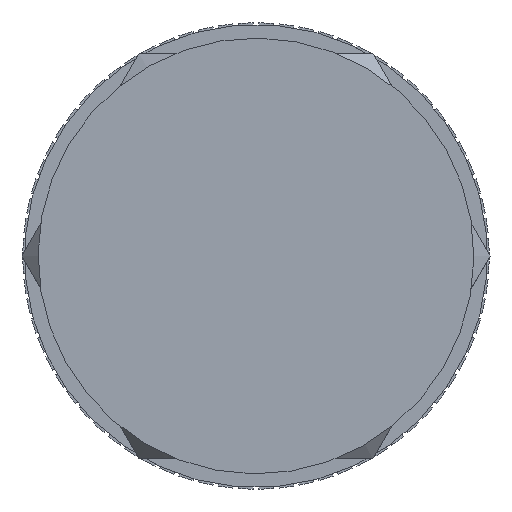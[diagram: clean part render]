
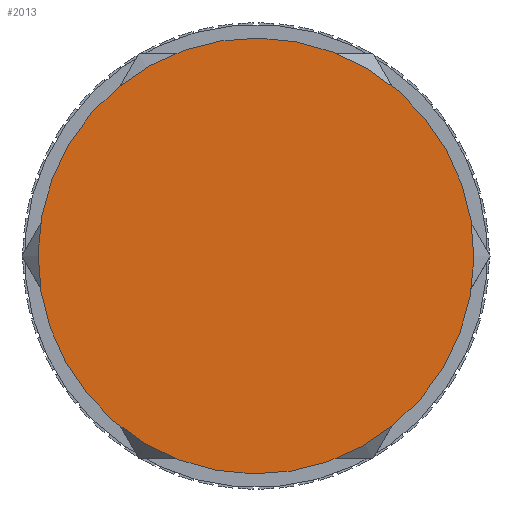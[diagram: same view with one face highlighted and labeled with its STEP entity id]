
A CAD part, front view. The second image highlights one B-rep face of the part: STEP entity #2013.
In plain terms, the highlighted face is planar.
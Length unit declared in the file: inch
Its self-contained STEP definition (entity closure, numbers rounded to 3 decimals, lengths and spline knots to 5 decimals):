
#2010 = EDGE_CURVE ( 'NONE', #2084, #2083, #7750, .T. ) ;
#2013 = ADVANCED_FACE ( 'NONE', ( #7746 ), #7744, .T. ) ;
#2014 = EDGE_LOOP ( 'NONE', ( #2015, #2016 ) ) ;
#2015 = ORIENTED_EDGE ( 'NONE', *, *, #2010, .T. ) ;
#2016 = ORIENTED_EDGE ( 'NONE', *, *, #2090, .T. ) ;
#2083 = VERTEX_POINT ( 'NONE', #7892 ) ;
#2084 = VERTEX_POINT ( 'NONE', #7891 ) ;
#2090 = EDGE_CURVE ( 'NONE', #2083, #2084, #7873, .T. ) ;
#7220 = DIRECTION ( 'NONE',  ( 0., 0., 1. ) ) ;
#7741 = DIRECTION ( 'NONE',  ( 0., 1., 0. ) ) ;
#7742 = CARTESIAN_POINT ( 'NONE',  ( 0., 0.155, 0. ) ) ;
#7743 = AXIS2_PLACEMENT_3D ( 'NONE', #7742, #7741, #7220 ) ;
#7744 = PLANE ( 'NONE',  #7743 ) ;
#7746 = FACE_OUTER_BOUND ( 'NONE', #2014, .T. ) ;
#7747 = DIRECTION ( 'NONE',  ( 0., 0., 1. ) ) ;
#7748 = DIRECTION ( 'NONE',  ( 0., 1., 0. ) ) ;
#7749 = AXIS2_PLACEMENT_3D ( 'NONE', #7754, #7748, #7747 ) ;
#7750 = CIRCLE ( 'NONE', #7749, 0.2 ) ;
#7754 = CARTESIAN_POINT ( 'NONE',  ( 0., 0.155, 0. ) ) ;
#7870 = DIRECTION ( 'NONE',  ( 0., 0., 1. ) ) ;
#7871 = DIRECTION ( 'NONE',  ( 0., 1., 0. ) ) ;
#7872 = AXIS2_PLACEMENT_3D ( 'NONE', #7878, #7871, #7870 ) ;
#7873 = CIRCLE ( 'NONE', #7872, 0.2 ) ;
#7878 = CARTESIAN_POINT ( 'NONE',  ( 0., 0.155, 0. ) ) ;
#7891 = CARTESIAN_POINT ( 'NONE',  ( 0., 0.155, -0.2 ) ) ;
#7892 = CARTESIAN_POINT ( 'NONE',  ( 0., 0.155, 0.2 ) ) ;
